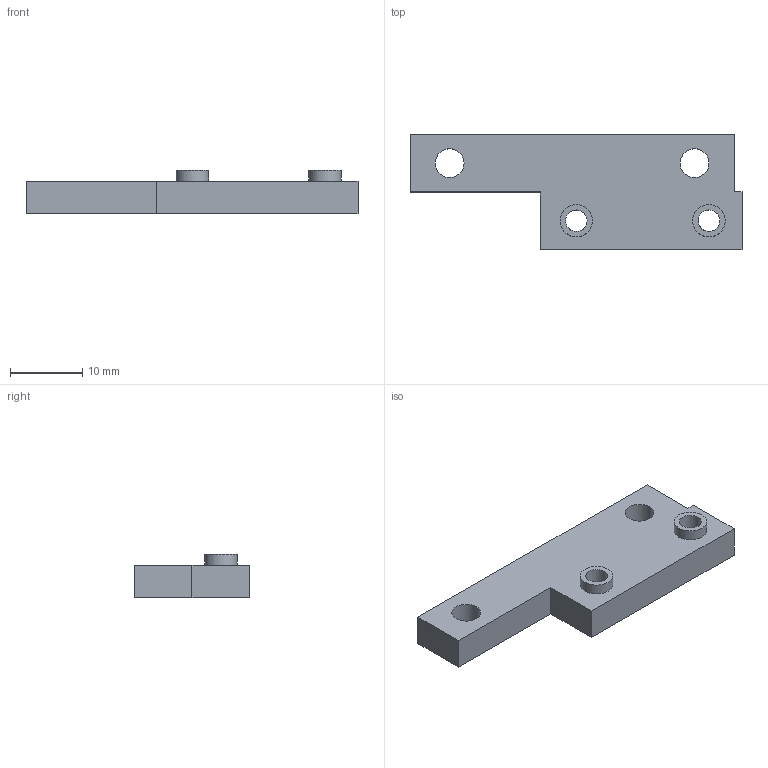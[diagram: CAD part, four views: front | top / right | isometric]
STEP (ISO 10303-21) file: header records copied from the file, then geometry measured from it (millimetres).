
FILE_DESCRIPTION(/* description */ (''),/* implementation_level */ '2;1');
FILE_NAME(/* name */ 'dc42 mount offset 10mm v1.step',/* time_stamp */ '2020-06-01T13:26:47-05:00',/* author */ (''),/* organization */ (''),/* preprocessor_version */ 'ST-DEVELOPER v18.1',/* originating_system */ 'Autodesk Translation Framework v9.3.0.1241',/* authorisation */ '');
FILE_SCHEMA (('AUTOMOTIVE_DESIGN { 1 0 10303 214 3 1 1 }'));
Length unit declared in the file: millimetre
Products named in the file (3): dc42 mount offset 10mm; 90480A005_LOW-STRENGTH STEEL HEX NUT; 90480A005_LOW-STRENGTH STEEL HEX NUT (1)
Assembly tree (2 placements, depth 2):
  dc42 mount offset 10mm
    90480A005_LOW-STRENGTH STEEL HEX NUT
    90480A005_LOW-STRENGTH STEEL HEX NUT (1)
Bounding box: 46.09 x 16 x 6 mm (x, y, z)
Volume: 2349.9 mm3; surface area: 1987 mm2
Topology: 9 solids, 9 shells, 102 faces, 221 edges, 141 vertices
Faces by surface type: cone 33, plane 27, cylinder 26, bspline 16
Full cylindrical faces by diameter (mm): 3 x2, 4 x2, 4.5 x2
Entity records: 7666 total; most frequent: CARTESIAN_POINT 5579, ORIENTED_EDGE 442, DIRECTION 356, EDGE_CURVE 221, VERTEX_POINT 141, AXIS2_PLACEMENT_3D 139, EDGE_LOOP 114, FACE_OUTER_BOUND 102
